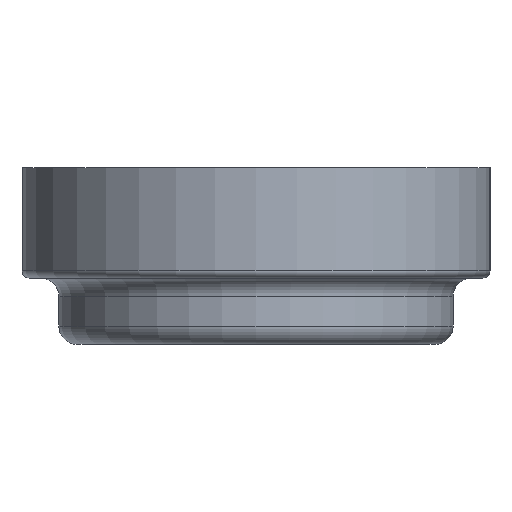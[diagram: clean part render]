
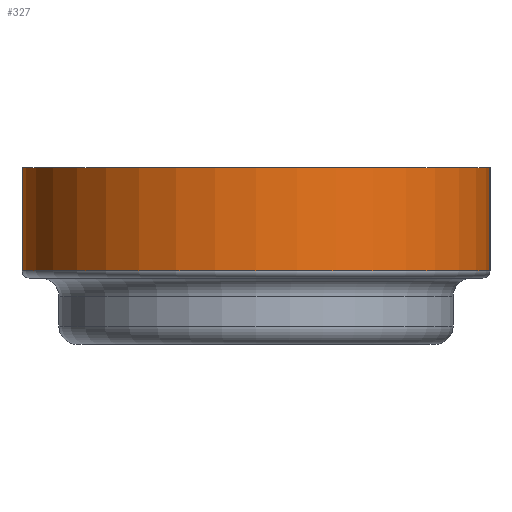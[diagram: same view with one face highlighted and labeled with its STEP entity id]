
A CAD part, left-side view. The second image highlights one B-rep face of the part: STEP entity #327.
In plain terms, the highlighted cylindrical face has radius 6.35 mm (diameter 12.7 mm), a partial arc.
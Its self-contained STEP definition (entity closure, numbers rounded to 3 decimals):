
#22=CYLINDRICAL_SURFACE('',#397,6.35);
#30=LINE('',#594,#40);
#32=LINE('',#598,#42);
#40=VECTOR('',#502,10.);
#42=VECTOR('',#508,10.);
#89=FACE_OUTER_BOUND('',#131,.T.);
#131=EDGE_LOOP('',(#287,#288,#289,#290));
#135=CIRCLE('',#353,6.35);
#158=CIRCLE('',#393,6.35);
#162=VERTEX_POINT('',#519);
#163=VERTEX_POINT('',#521);
#185=VERTEX_POINT('',#583);
#186=VERTEX_POINT('',#587);
#190=EDGE_CURVE('',#162,#163,#135,.T.);
#217=EDGE_CURVE('',#186,#185,#158,.T.);
#220=EDGE_CURVE('',#186,#163,#30,.T.);
#222=EDGE_CURVE('',#185,#162,#32,.T.);
#287=ORIENTED_EDGE('',*,*,#217,.F.);
#288=ORIENTED_EDGE('',*,*,#220,.T.);
#289=ORIENTED_EDGE('',*,*,#190,.F.);
#290=ORIENTED_EDGE('',*,*,#222,.F.);
#327=ADVANCED_FACE('',(#89),#22,.T.);
#353=AXIS2_PLACEMENT_3D('',#522,#410,#411);
#393=AXIS2_PLACEMENT_3D('',#589,#494,#495);
#397=AXIS2_PLACEMENT_3D('',#597,#506,#507);
#410=DIRECTION('center_axis',(0.,0.,1.));
#411=DIRECTION('ref_axis',(0.,1.,0.));
#494=DIRECTION('center_axis',(0.,0.,-1.));
#495=DIRECTION('ref_axis',(-1.,0.,0.));
#502=DIRECTION('',(0.,0.,1.));
#506=DIRECTION('center_axis',(0.,0.,1.));
#507=DIRECTION('ref_axis',(0.,1.,0.));
#508=DIRECTION('',(0.,0.,1.));
#519=CARTESIAN_POINT('',(-14.475,12.7,3.));
#521=CARTESIAN_POINT('',(-14.475,0.,3.));
#522=CARTESIAN_POINT('Origin',(-14.475,6.35,3.));
#583=CARTESIAN_POINT('',(-14.475,12.7,0.2));
#587=CARTESIAN_POINT('',(-14.475,0.,0.2));
#589=CARTESIAN_POINT('Origin',(-14.475,6.35,0.2));
#594=CARTESIAN_POINT('',(-14.475,0.,0.));
#597=CARTESIAN_POINT('Origin',(-14.475,6.35,0.));
#598=CARTESIAN_POINT('',(-14.475,12.7,0.));
